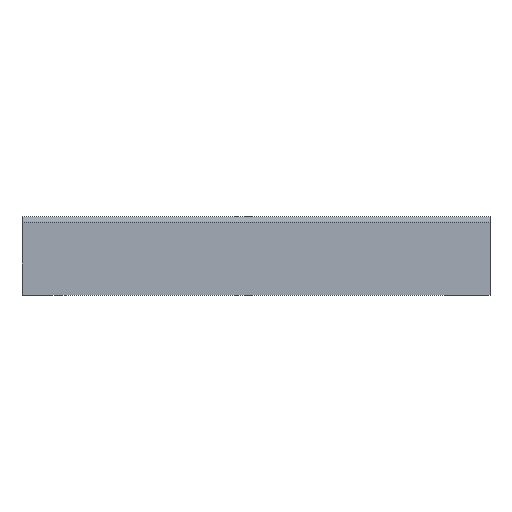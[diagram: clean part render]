
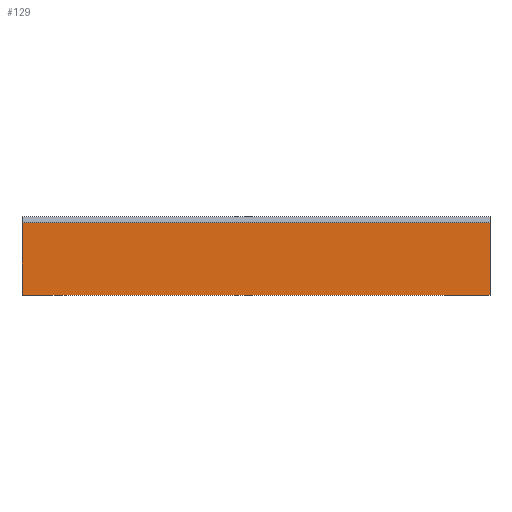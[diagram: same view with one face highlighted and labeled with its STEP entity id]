
A CAD part, front view. The second image highlights one B-rep face of the part: STEP entity #129.
In plain terms, the highlighted planar face has unit normal (0, -1, 0).
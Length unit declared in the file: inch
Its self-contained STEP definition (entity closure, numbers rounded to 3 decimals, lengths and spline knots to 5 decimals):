
#129 = ADVANCED_FACE ( 'NONE', ( #1665 ), #374, .F. ) ;
#132 = CARTESIAN_POINT ( 'NONE',  ( 1.19, -1.13, 0. ) ) ;
#151 = CARTESIAN_POINT ( 'NONE',  ( -1.19, -1.13, 0. ) ) ;
#206 = CARTESIAN_POINT ( 'NONE',  ( -1.19, -1.13, 0.37 ) ) ;
#207 = CARTESIAN_POINT ( 'NONE',  ( 1.19, -1.13, 0.37 ) ) ;
#359 = DIRECTION ( 'NONE',  ( 0., 0., 1. ) ) ;
#360 = DIRECTION ( 'NONE',  ( 0., 1., 0. ) ) ;
#371 = CARTESIAN_POINT ( 'NONE',  ( 1.19, -1.13, 0.055 ) ) ;
#374 = PLANE ( 'NONE',  #956 ) ;
#475 = VERTEX_POINT ( 'NONE', #207 ) ;
#476 = VERTEX_POINT ( 'NONE', #206 ) ;
#494 = VERTEX_POINT ( 'NONE', #132 ) ;
#500 = VERTEX_POINT ( 'NONE', #151 ) ;
#657 = LINE ( 'NONE', #2365, #682 ) ;
#682 = VECTOR ( 'NONE', #2348, 39.37008 ) ;
#683 = LINE ( 'NONE', #2346, #684 ) ;
#684 = VECTOR ( 'NONE', #2345, 39.37008 ) ;
#686 = LINE ( 'NONE', #2337, #687 ) ;
#687 = VECTOR ( 'NONE', #2336, 39.37008 ) ;
#691 = LINE ( 'NONE', #2334, #692 ) ;
#692 = VECTOR ( 'NONE', #2333, 39.37008 ) ;
#956 = AXIS2_PLACEMENT_3D ( 'NONE', #371, #360, #359 ) ;
#1226 = ORIENTED_EDGE ( 'NONE', *, *, #1607, .T. ) ;
#1227 = ORIENTED_EDGE ( 'NONE', *, *, #1606, .F. ) ;
#1228 = ORIENTED_EDGE ( 'NONE', *, *, #1602, .F. ) ;
#1229 = ORIENTED_EDGE ( 'NONE', *, *, #1603, .T. ) ;
#1389 = EDGE_LOOP ( 'NONE', ( #1226, #1227, #1228, #1229 ) ) ;
#1602 = EDGE_CURVE ( 'NONE', #475, #494, #657, .T. ) ;
#1603 = EDGE_CURVE ( 'NONE', #475, #476, #683, .T. ) ;
#1606 = EDGE_CURVE ( 'NONE', #494, #500, #686, .T. ) ;
#1607 = EDGE_CURVE ( 'NONE', #476, #500, #691, .T. ) ;
#1665 = FACE_OUTER_BOUND ( 'NONE', #1389, .T. ) ;
#2333 = DIRECTION ( 'NONE',  ( 0., 0., -1. ) ) ;
#2334 = CARTESIAN_POINT ( 'NONE',  ( -1.19, -1.13, 0.055 ) ) ;
#2336 = DIRECTION ( 'NONE',  ( -1., 0., 0. ) ) ;
#2337 = CARTESIAN_POINT ( 'NONE',  ( 1.19, -1.13, 0. ) ) ;
#2345 = DIRECTION ( 'NONE',  ( -1., 0., 0. ) ) ;
#2346 = CARTESIAN_POINT ( 'NONE',  ( 1.19, -1.13, 0.37 ) ) ;
#2348 = DIRECTION ( 'NONE',  ( 0., 0., -1. ) ) ;
#2365 = CARTESIAN_POINT ( 'NONE',  ( 1.19, -1.13, 0.055 ) ) ;
